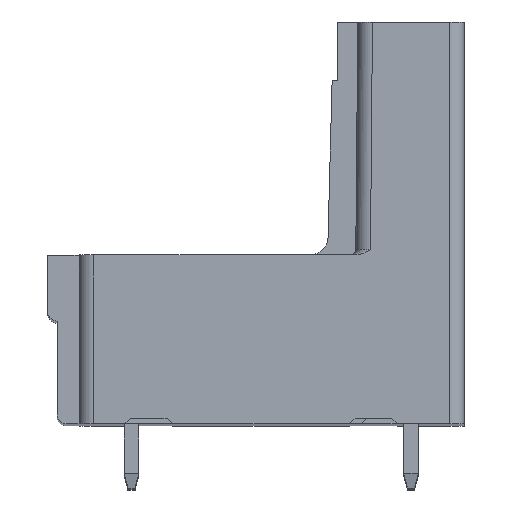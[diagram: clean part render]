
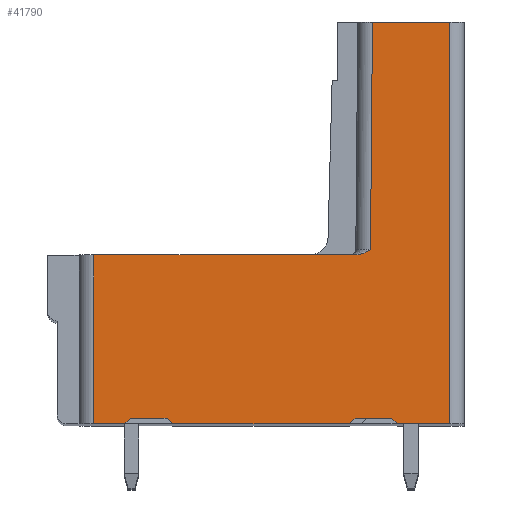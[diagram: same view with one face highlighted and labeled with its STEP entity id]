
A CAD part, top view. The second image highlights one B-rep face of the part: STEP entity #41790.
In plain terms, the highlighted planar face has unit normal (0, 0, 1).
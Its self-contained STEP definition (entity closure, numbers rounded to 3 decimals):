
#4376=DIRECTION('',(1.,0.,0.));
#4377=VECTOR('',#4376,2.85);
#4378=CARTESIAN_POINT('',(-3.644,0.,
-57.873));
#4379=LINE('',#4378,#4377);
#8451=CARTESIAN_POINT('',(-5.857,9.2,
-57.873));
#8770=DIRECTION('',(1.,0.,0.));
#8771=VECTOR('',#8770,2.);
#8772=CARTESIAN_POINT('',(-18.194,0.3,-57.873));
#8773=LINE('',#8772,#8771);
#8778=DIRECTION('',(1.,0.,0.));
#8779=VECTOR('',#8778,14.337);
#8780=CARTESIAN_POINT('',(-20.194,9.2,
-57.873));
#8781=LINE('',#8780,#8779);
#8782=CARTESIAN_POINT('',(-5.857,9.2,
-57.873));
#8783=CARTESIAN_POINT('',(-5.825,9.2,
-57.873));
#8784=CARTESIAN_POINT('',(-5.757,9.204,
-57.873));
#8785=CARTESIAN_POINT('',(-5.644,9.227,
-57.873));
#8786=CARTESIAN_POINT('',(-5.523,9.268,
-57.873));
#8787=CARTESIAN_POINT('',(-5.393,9.328,
-57.873));
#8788=CARTESIAN_POINT('',(-5.255,9.405,
-57.873));
#8789=CARTESIAN_POINT('',(-5.154,9.467,
-57.873));
#8790=CARTESIAN_POINT('',(-5.102,9.5,
-57.873));
#8792=DIRECTION('',(0.009,1.,0.));
#8793=VECTOR('',#8792,12.4);
#8794=CARTESIAN_POINT('',(-5.102,9.5,
-57.873));
#8795=LINE('',#8794,#8793);
#8796=DIRECTION('',(1.,0.,0.));
#8797=VECTOR('',#8796,4.2);
#8798=CARTESIAN_POINT('',(-4.994,21.9,-57.873));
#8799=LINE('',#8798,#8797);
#8800=DIRECTION('',(-0.707,0.707,0.));
#8801=VECTOR('',#8800,0.424);
#8802=CARTESIAN_POINT('',(-3.644,0.,
-57.873));
#8803=LINE('',#8802,#8801);
#8804=DIRECTION('',(-0.707,-0.707,0.));
#8805=VECTOR('',#8804,0.424);
#8806=CARTESIAN_POINT('',(-5.944,0.3,
-57.873));
#8807=LINE('',#8806,#8805);
#8808=DIRECTION('',(-1.,0.,0.));
#8809=VECTOR('',#8808,9.65);
#8810=CARTESIAN_POINT('',(-6.244,0.,
-57.873));
#8811=LINE('',#8810,#8809);
#8812=DIRECTION('',(-0.707,0.707,0.));
#8813=VECTOR('',#8812,0.424);
#8814=CARTESIAN_POINT('',(-15.894,0.,
-57.873));
#8815=LINE('',#8814,#8813);
#8816=DIRECTION('',(-0.707,-0.707,0.));
#8817=VECTOR('',#8816,0.424);
#8818=CARTESIAN_POINT('',(-18.194,0.3,-57.873));
#8819=LINE('',#8818,#8817);
#8820=DIRECTION('',(-1.,0.,0.));
#8821=VECTOR('',#8820,1.7);
#8822=CARTESIAN_POINT('',(-18.494,0.,
-57.873));
#8823=LINE('',#8822,#8821);
#8824=DIRECTION('',(0.,1.,0.));
#8825=VECTOR('',#8824,9.2);
#8826=CARTESIAN_POINT('',(-20.194,0.,
-57.873));
#8827=LINE('',#8826,#8825);
#10113=DIRECTION('',(1.,0.,0.));
#10114=VECTOR('',#10113,2.);
#10115=CARTESIAN_POINT('',(-5.944,0.3,
-57.873));
#10116=LINE('',#10115,#10114);
#16733=DIRECTION('',(0.,1.,0.));
#16734=VECTOR('',#16733,21.9);
#16735=CARTESIAN_POINT('',(-0.794,0.,
-57.873));
#16736=LINE('',#16735,#16734);
#23440=CARTESIAN_POINT('',(-0.794,21.9,-57.873));
#23441=VERTEX_POINT('',#23440);
#23442=CARTESIAN_POINT('',(-4.994,21.9,-57.873));
#23443=VERTEX_POINT('',#23442);
#23487=CARTESIAN_POINT('',(-20.194,0.,
-57.873));
#23488=VERTEX_POINT('',#23487);
#23489=CARTESIAN_POINT('',(-18.494,0.,
-57.873));
#23490=VERTEX_POINT('',#23489);
#23503=CARTESIAN_POINT('',(-15.894,0.,
-57.873));
#23504=VERTEX_POINT('',#23503);
#23505=CARTESIAN_POINT('',(-6.244,0.,
-57.873));
#23506=VERTEX_POINT('',#23505);
#23527=CARTESIAN_POINT('',(-3.644,0.,
-57.873));
#23528=VERTEX_POINT('',#23527);
#23529=CARTESIAN_POINT('',(-0.794,0.,
-57.873));
#23530=VERTEX_POINT('',#23529);
#23639=VERTEX_POINT('',#8451);
#23640=CARTESIAN_POINT('',(-20.194,9.2,
-57.873));
#23641=VERTEX_POINT('',#23640);
#23831=CARTESIAN_POINT('',(-16.194,0.3,
-57.873));
#23832=VERTEX_POINT('',#23831);
#23833=CARTESIAN_POINT('',(-18.194,0.3,-57.873));
#23834=VERTEX_POINT('',#23833);
#23835=VERTEX_POINT('',#8790);
#23836=CARTESIAN_POINT('',(-3.944,0.3,
-57.873));
#23837=VERTEX_POINT('',#23836);
#23838=CARTESIAN_POINT('',(-5.944,0.3,
-57.873));
#23839=VERTEX_POINT('',#23838);
#41760=CARTESIAN_POINT('',(-6.202,9.5,-57.873));
#41761=DIRECTION('',(0.,0.,1.));
#41762=DIRECTION('',(-1.,0.,0.));
#41763=AXIS2_PLACEMENT_3D('',#41760,#41761,#41762);
#41764=PLANE('',#41763);
#41765=ORIENTED_EDGE('',*,*,#40777,.T.);
#41767=ORIENTED_EDGE('',*,*,#41766,.T.);
#41769=ORIENTED_EDGE('',*,*,#41768,.T.);
#41771=ORIENTED_EDGE('',*,*,#41770,.T.);
#41773=ORIENTED_EDGE('',*,*,#41772,.F.);
#41774=ORIENTED_EDGE('',*,*,#35330,.F.);
#41776=ORIENTED_EDGE('',*,*,#41775,.T.);
#41778=ORIENTED_EDGE('',*,*,#41777,.F.);
#41780=ORIENTED_EDGE('',*,*,#41779,.T.);
#41781=ORIENTED_EDGE('',*,*,#35306,.T.);
#41782=ORIENTED_EDGE('',*,*,#41727,.T.);
#41783=ORIENTED_EDGE('',*,*,#41741,.F.);
#41784=ORIENTED_EDGE('',*,*,#41754,.T.);
#41785=ORIENTED_EDGE('',*,*,#35290,.T.);
#41787=ORIENTED_EDGE('',*,*,#41786,.T.);
#41788=EDGE_LOOP('',(#41765,#41767,#41769,#41771,#41773,#41774,#41776,#41778,
#41780,#41781,#41782,#41783,#41784,#41785,#41787));
#41789=FACE_OUTER_BOUND('',#41788,.F.);
#41790=ADVANCED_FACE('',(#41789),#41764,.T.);
#8791=B_SPLINE_CURVE_WITH_KNOTS('',3,(#8782,#8783,#8784,#8785,#8786,#8787,#8788,
#8789,#8790),.UNSPECIFIED.,.F.,.F.,(4,1,1,1,1,1,4),(0.,0.167,
0.333,0.5,0.667,0.833,1.),
.UNSPECIFIED.);
#35290=EDGE_CURVE('',#23490,#23488,#8823,.T.);
#35306=EDGE_CURVE('',#23506,#23504,#8811,.T.);
#35330=EDGE_CURVE('',#23528,#23530,#4379,.T.);
#40777=EDGE_CURVE('',#23641,#23639,#8781,.T.);
#41727=EDGE_CURVE('',#23504,#23832,#8815,.T.);
#41741=EDGE_CURVE('',#23834,#23832,#8773,.T.);
#41754=EDGE_CURVE('',#23834,#23490,#8819,.T.);
#41766=EDGE_CURVE('',#23639,#23835,#8791,.T.);
#41768=EDGE_CURVE('',#23835,#23443,#8795,.T.);
#41770=EDGE_CURVE('',#23443,#23441,#8799,.T.);
#41772=EDGE_CURVE('',#23530,#23441,#16736,.T.);
#41775=EDGE_CURVE('',#23528,#23837,#8803,.T.);
#41777=EDGE_CURVE('',#23839,#23837,#10116,.T.);
#41779=EDGE_CURVE('',#23839,#23506,#8807,.T.);
#41786=EDGE_CURVE('',#23488,#23641,#8827,.T.);
